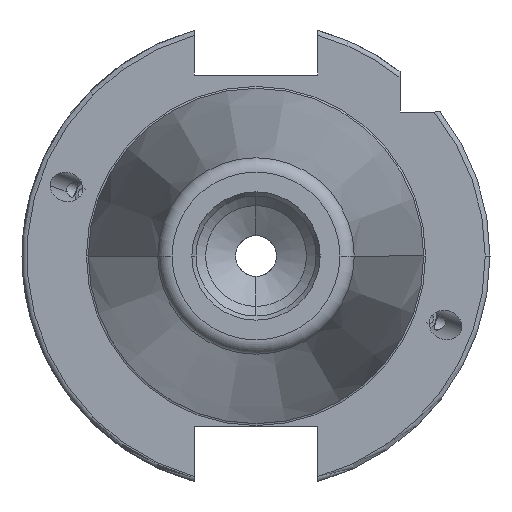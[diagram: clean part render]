
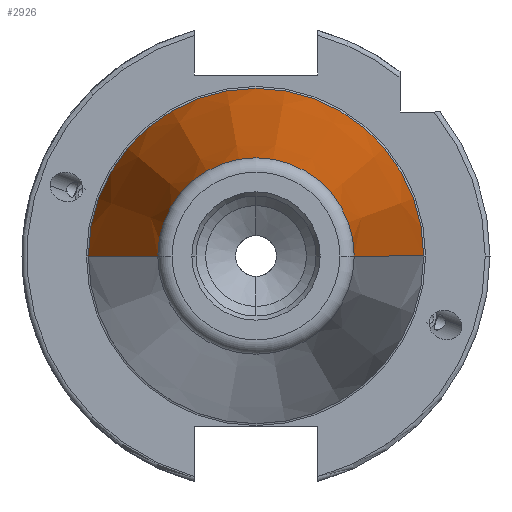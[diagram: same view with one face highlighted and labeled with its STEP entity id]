
A CAD part, left-side view. The second image highlights one B-rep face of the part: STEP entity #2926.
In plain terms, the highlighted conical face has half-angle 8.297 degrees and reference radius 34.925 mm.
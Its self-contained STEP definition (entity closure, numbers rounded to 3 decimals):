
#647 = ORIENTED_EDGE ( 'NONE', *, *, #3912, .T. ) ;
#1136 = VERTEX_POINT ( 'NONE', #1963 ) ;
#1166 = CIRCLE ( 'NONE', #7410, 20.461 ) ;
#1544 = DIRECTION ( 'NONE',  ( 0., 1., 0. ) ) ;
#1659 = DIRECTION ( 'NONE',  ( 0.99, 0.144, 0. ) ) ;
#1915 = DIRECTION ( 'NONE',  ( 0.99, -0.144, 0. ) ) ;
#1963 = CARTESIAN_POINT ( 'NONE',  ( 0., -34.925, 0. ) ) ;
#2156 = LINE ( 'NONE', #6934, #7219 ) ;
#2232 = AXIS2_PLACEMENT_3D ( 'NONE', #6870, #7626, #1544 ) ;
#2280 = CARTESIAN_POINT ( 'NONE',  ( -99.183, 0., 0. ) ) ;
#2926 = ADVANCED_FACE ( 'NONE', ( #7970 ), #5356, .T. ) ;
#2944 = DIRECTION ( 'NONE',  ( 0., -1., 0. ) ) ;
#3405 = CARTESIAN_POINT ( 'NONE',  ( 0., 0., 0. ) ) ;
#3646 = CARTESIAN_POINT ( 'NONE',  ( -99.183, -20.461, 0. ) ) ;
#3725 = VERTEX_POINT ( 'NONE', #6271 ) ;
#3833 = EDGE_LOOP ( 'NONE', ( #6688, #7985, #647, #7491 ) ) ;
#3840 = VERTEX_POINT ( 'NONE', #3646 ) ;
#3868 = CARTESIAN_POINT ( 'NONE',  ( 0., -34.925, 0. ) ) ;
#3912 = EDGE_CURVE ( 'NONE', #1136, #6957, #7644, .T. ) ;
#4097 = EDGE_CURVE ( 'NONE', #3725, #6957, #2156, .T. ) ;
#5356 = CONICAL_SURFACE ( 'NONE', #2232, 34.925, 0.145 ) ;
#5389 = VECTOR ( 'NONE', #1915, 1000. ) ;
#6001 = DIRECTION ( 'NONE',  ( 0., -1., 0. ) ) ;
#6023 = DIRECTION ( 'NONE',  ( -1., 0., 0. ) ) ;
#6271 = CARTESIAN_POINT ( 'NONE',  ( -99.183, 20.461, 0. ) ) ;
#6688 = ORIENTED_EDGE ( 'NONE', *, *, #8032, .F. ) ;
#6870 = CARTESIAN_POINT ( 'NONE',  ( 0., 0., 0. ) ) ;
#6919 = DIRECTION ( 'NONE',  ( -1., 0., 0. ) ) ;
#6934 = CARTESIAN_POINT ( 'NONE',  ( 0., 34.925, 0. ) ) ;
#6957 = VERTEX_POINT ( 'NONE', #7057 ) ;
#7057 = CARTESIAN_POINT ( 'NONE',  ( 0., 34.925, 0. ) ) ;
#7177 = LINE ( 'NONE', #3868, #5389 ) ;
#7219 = VECTOR ( 'NONE', #1659, 1000. ) ;
#7351 = AXIS2_PLACEMENT_3D ( 'NONE', #3405, #6023, #6001 ) ;
#7410 = AXIS2_PLACEMENT_3D ( 'NONE', #2280, #6919, #2944 ) ;
#7491 = ORIENTED_EDGE ( 'NONE', *, *, #4097, .F. ) ;
#7626 = DIRECTION ( 'NONE',  ( 1., 0., 0. ) ) ;
#7644 = CIRCLE ( 'NONE', #7351, 34.925 ) ;
#7970 = FACE_OUTER_BOUND ( 'NONE', #3833, .T. ) ;
#7985 = ORIENTED_EDGE ( 'NONE', *, *, #8322, .T. ) ;
#8032 = EDGE_CURVE ( 'NONE', #3840, #3725, #1166, .T. ) ;
#8322 = EDGE_CURVE ( 'NONE', #3840, #1136, #7177, .T. ) ;
